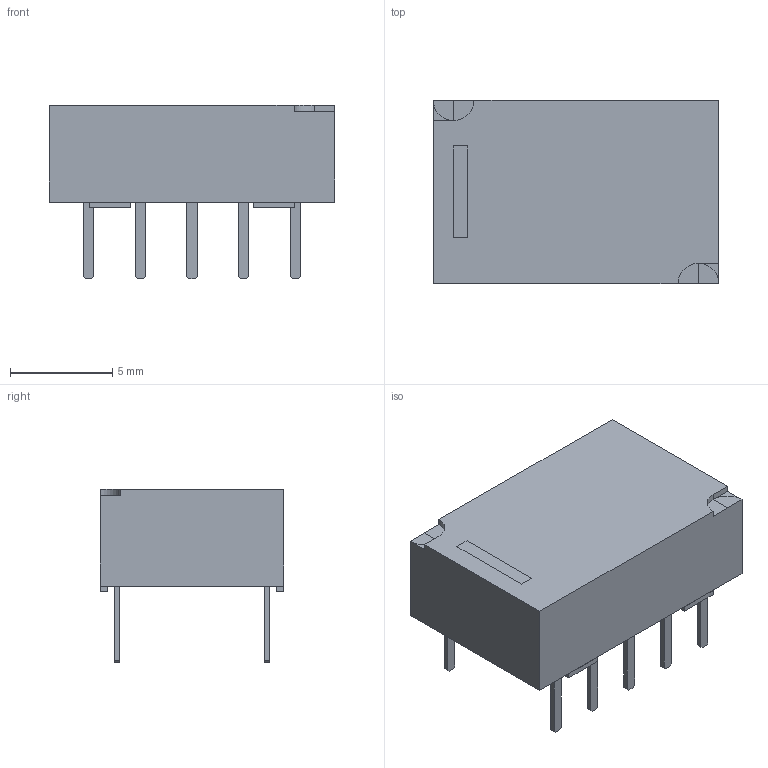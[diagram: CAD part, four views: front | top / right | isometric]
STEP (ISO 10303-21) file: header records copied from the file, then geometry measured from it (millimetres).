
FILE_DESCRIPTION(('FreeCAD Model'),'2;1');
FILE_NAME('Open CASCADE Shape Model','2022-01-30T02:59:04',('Author'),( ''),'Open CASCADE STEP processor 7.5','FreeCAD','Unknown');
FILE_SCHEMA(('AUTOMOTIVE_DESIGN { 1 0 10303 214 1 1 1 1 }'));
Length unit declared in the file: millimetre
Products named in the file (13): p5_ningbo; Compound; pin1; pin2 (Mirror #4); pin1 (Mirror #5); pin2; pin5; pin5 (Mirror #3); pin4; pin4 (Mirror #2); pin3; pin3 (Mirror #1); Cube001
Assembly tree (12 placements, depth 2):
  p5_ningbo
    Compound
    pin1
    pin2 (Mirror #4)
    pin1 (Mirror #5)
    pin2
    pin5
    pin5 (Mirror #3)
    pin4
    pin4 (Mirror #2)
    pin3
    pin3 (Mirror #1)
    Cube001
Bounding box: 14 x 9 x 8.5 mm (x, y, z)
Volume: 602.8 mm3; surface area: 555.5 mm2
Topology: 16 solids, 16 shells, 131 faces, 288 edges, 190 vertices
Faces by surface type: plane 129, cylinder 2
Entity records: 7615 total; most frequent: CARTESIAN_POINT 1204, DIRECTION 1152, LINE 844, VECTOR 844, ORIENTED_EDGE 576, PCURVE 576, DEFINITIONAL_REPRESENTATION 576, EDGE_CURVE 288
